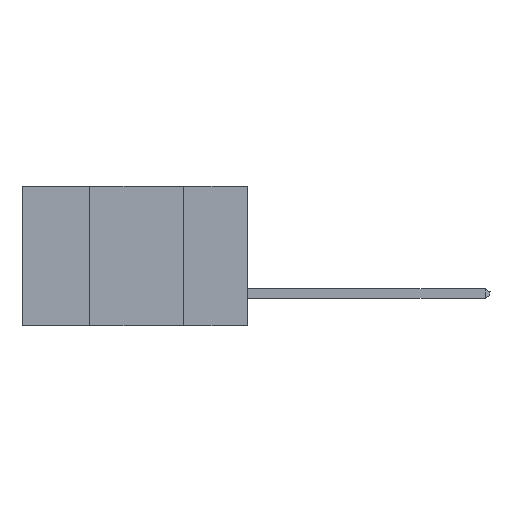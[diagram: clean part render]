
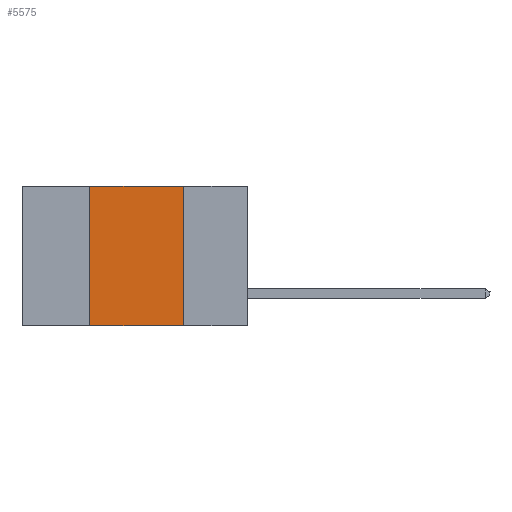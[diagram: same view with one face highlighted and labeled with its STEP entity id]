
A CAD part, left-side view. The second image highlights one B-rep face of the part: STEP entity #5575.
In plain terms, the highlighted planar face has unit normal (-1, 0, 0).
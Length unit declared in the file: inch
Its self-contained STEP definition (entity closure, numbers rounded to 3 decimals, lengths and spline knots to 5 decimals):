
#79 = VERTEX_POINT ( 'NONE', #10846 ) ;
#695 = DIRECTION ( 'NONE',  ( 0., 0., 1. ) ) ;
#1249 = EDGE_CURVE ( 'NONE', #79, #2417, #12318, .T. ) ;
#1364 = VECTOR ( 'NONE', #8936, 39.37008 ) ;
#1446 = CARTESIAN_POINT ( 'NONE',  ( 0., 0.6, 0. ) ) ;
#1781 = ORIENTED_EDGE ( 'NONE', *, *, #2084, .F. ) ;
#2084 = EDGE_CURVE ( 'NONE', #2417, #3477, #10757, .T. ) ;
#2417 = VERTEX_POINT ( 'NONE', #12378 ) ;
#2561 = CARTESIAN_POINT ( 'NONE',  ( 0., 0.17, -0.37 ) ) ;
#2625 = VECTOR ( 'NONE', #8703, 39.37008 ) ;
#2702 = VECTOR ( 'NONE', #6708, 39.37008 ) ;
#2821 = VECTOR ( 'NONE', #695, 39.37008 ) ;
#3454 = PLANE ( 'NONE',  #6978 ) ;
#3477 = VERTEX_POINT ( 'NONE', #5355 ) ;
#3614 = CARTESIAN_POINT ( 'NONE',  ( 0., 0.42, -0.37 ) ) ;
#3941 = EDGE_CURVE ( 'NONE', #79, #7446, #5720, .T. ) ;
#4138 = EDGE_LOOP ( 'NONE', ( #5211, #1781, #8356, #6850 ) ) ;
#4440 = FACE_OUTER_BOUND ( 'NONE', #4138, .T. ) ;
#5211 = ORIENTED_EDGE ( 'NONE', *, *, #10586, .F. ) ;
#5355 = CARTESIAN_POINT ( 'NONE',  ( 0., 0.17, 0. ) ) ;
#5388 = DIRECTION ( 'NONE',  ( 1., 0., 0. ) ) ;
#5575 = ADVANCED_FACE ( 'NONE', ( #4440 ), #3454, .F. ) ;
#5720 = LINE ( 'NONE', #8767, #2625 ) ;
#6708 = DIRECTION ( 'NONE',  ( 0., 0., -1. ) ) ;
#6850 = ORIENTED_EDGE ( 'NONE', *, *, #3941, .T. ) ;
#6852 = CARTESIAN_POINT ( 'NONE',  ( 0., 0.6, 0. ) ) ;
#6978 = AXIS2_PLACEMENT_3D ( 'NONE', #1446, #5388, #9356 ) ;
#7446 = VERTEX_POINT ( 'NONE', #2561 ) ;
#7616 = LINE ( 'NONE', #9770, #2702 ) ;
#8356 = ORIENTED_EDGE ( 'NONE', *, *, #1249, .F. ) ;
#8703 = DIRECTION ( 'NONE',  ( 0., -1., 0. ) ) ;
#8767 = CARTESIAN_POINT ( 'NONE',  ( 0., 0.6, -0.37 ) ) ;
#8936 = DIRECTION ( 'NONE',  ( 0., -1., 0. ) ) ;
#9356 = DIRECTION ( 'NONE',  ( 0., 0., -1. ) ) ;
#9770 = CARTESIAN_POINT ( 'NONE',  ( 0., 0.17, -0.37 ) ) ;
#10586 = EDGE_CURVE ( 'NONE', #3477, #7446, #7616, .T. ) ;
#10757 = LINE ( 'NONE', #6852, #1364 ) ;
#10846 = CARTESIAN_POINT ( 'NONE',  ( 0., 0.42, -0.37 ) ) ;
#12318 = LINE ( 'NONE', #3614, #2821 ) ;
#12378 = CARTESIAN_POINT ( 'NONE',  ( 0., 0.42, 0. ) ) ;
